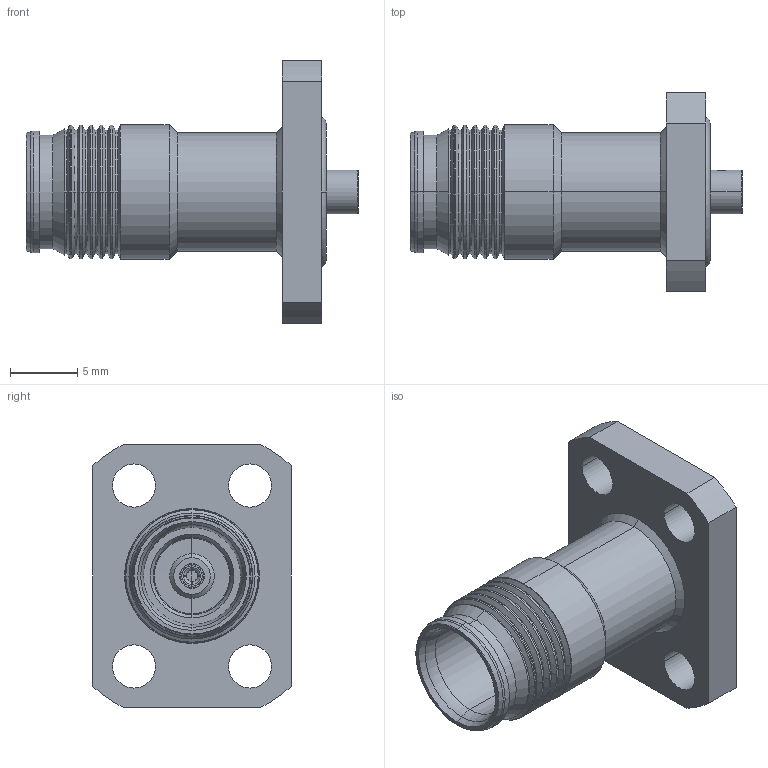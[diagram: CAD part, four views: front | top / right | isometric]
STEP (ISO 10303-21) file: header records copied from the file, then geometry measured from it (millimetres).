
FILE_DESCRIPTION (( 'STEP AP203' ), '1' );
FILE_NAME ('R180.415.007.STEP', '2017-12-13T01:57:41', ( '' ), ( '' ), 'SwSTEP 2.0', 'SolidWorks 2017', '' );
FILE_SCHEMA (( 'CONFIG_CONTROL_DESIGN' ));
Length unit declared in the file: millimetre
Products named in the file (1): R180.415.007
Bounding box: 24.6 x 14.7 x 19.5 mm (x, y, z)
Volume: 1727.6 mm3; surface area: 1804.8 mm2
Topology: 1 solids, 2 shells, 183 faces, 408 edges, 243 vertices
Faces by surface type: cone 66, cylinder 62, torus 28, plane 27
Entity records: 5275 total; most frequent: CARTESIAN_POINT 1051, DIRECTION 948, ORIENTED_EDGE 812, AXIS2_PLACEMENT_3D 410, EDGE_CURVE 406, VERTEX_POINT 243, CIRCLE 226, EDGE_LOOP 211
